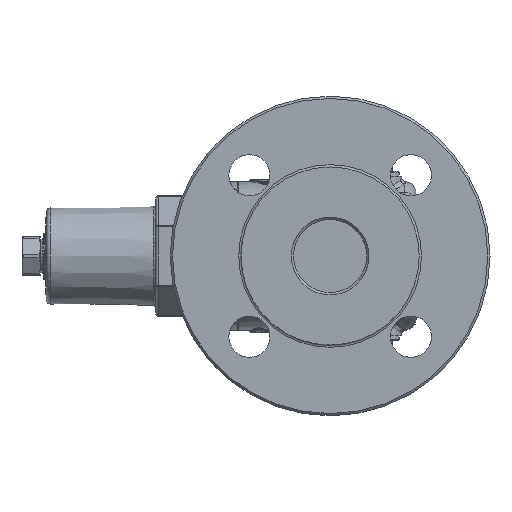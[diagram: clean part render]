
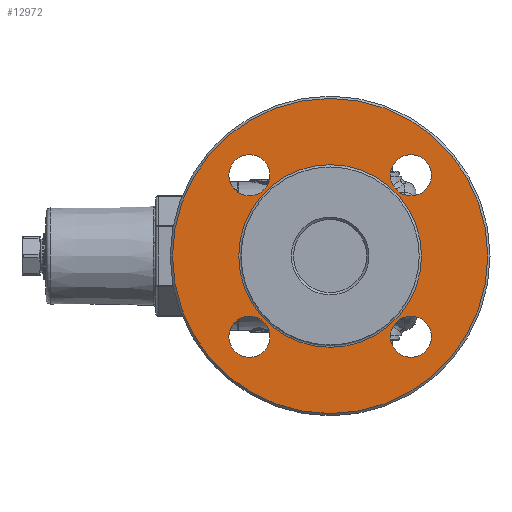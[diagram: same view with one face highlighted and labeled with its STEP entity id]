
A CAD part, left-side view. The second image highlights one B-rep face of the part: STEP entity #12972.
In plain terms, the highlighted planar face has unit normal (-1, 0, 0).
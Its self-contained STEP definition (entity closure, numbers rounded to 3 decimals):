
#2615=FACE_BOUND($,#3983,.T.);
#2616=FACE_BOUND($,#3984,.T.);
#2617=FACE_BOUND($,#3985,.T.);
#2618=FACE_BOUND($,#3986,.T.);
#2619=FACE_BOUND($,#3987,.T.);
#2620=FACE_BOUND($,#3988,.T.);
#2709=CIRCLE($,#13775,9.);
#2711=CIRCLE($,#13778,9.);
#2713=CIRCLE($,#13781,9.);
#2715=CIRCLE($,#13784,9.);
#2730=CIRCLE($,#13814,40.);
#2731=CIRCLE($,#13815,69.);
#3983=EDGE_LOOP($,(#8900));
#3984=EDGE_LOOP($,(#8901));
#3985=EDGE_LOOP($,(#8902));
#3986=EDGE_LOOP($,(#8903));
#3987=EDGE_LOOP($,(#8904));
#3988=EDGE_LOOP($,(#8905));
#5595=VERTEX_POINT($,#16862);
#5597=VERTEX_POINT($,#16867);
#5599=VERTEX_POINT($,#16872);
#5601=VERTEX_POINT($,#16877);
#5616=VERTEX_POINT($,#16922);
#5617=VERTEX_POINT($,#16924);
#6865=EDGE_CURVE($,#5595,#5595,#2709,.T.);
#6867=EDGE_CURVE($,#5597,#5597,#2711,.T.);
#6869=EDGE_CURVE($,#5599,#5599,#2713,.T.);
#6871=EDGE_CURVE($,#5601,#5601,#2715,.T.);
#6886=EDGE_CURVE($,#5616,#5616,#2730,.T.);
#6887=EDGE_CURVE($,#5617,#5617,#2731,.T.);
#8900=ORIENTED_EDGE($,*,*,#6865,.T.);
#8901=ORIENTED_EDGE($,*,*,#6867,.T.);
#8902=ORIENTED_EDGE($,*,*,#6869,.T.);
#8903=ORIENTED_EDGE($,*,*,#6871,.T.);
#8904=ORIENTED_EDGE($,*,*,#6886,.F.);
#8905=ORIENTED_EDGE($,*,*,#6887,.F.);
#12770=PLANE($,#13813);
#12972=ADVANCED_FACE($,(#2615,#2616,#2617,#2618,#2619,#2620),#12770,.T.);
#13775=AXIS2_PLACEMENT_3D($,#16863,#14717,#14718);
#13778=AXIS2_PLACEMENT_3D($,#16868,#14723,#14724);
#13781=AXIS2_PLACEMENT_3D($,#16873,#14729,#14730);
#13784=AXIS2_PLACEMENT_3D($,#16878,#14735,#14736);
#13813=AXIS2_PLACEMENT_3D($,#16921,#14793,#14794);
#13814=AXIS2_PLACEMENT_3D($,#16923,#14795,#14796);
#13815=AXIS2_PLACEMENT_3D($,#16925,#14797,#14798);
#14717=DIRECTION('center_axis',(1.,0.,0.));
#14718=DIRECTION('ref_axis',(0.,0.,-1.));
#14723=DIRECTION('center_axis',(1.,0.,0.));
#14724=DIRECTION('ref_axis',(0.,0.,-1.));
#14729=DIRECTION('center_axis',(1.,0.,0.));
#14730=DIRECTION('ref_axis',(0.,0.,-1.));
#14735=DIRECTION('center_axis',(1.,0.,0.));
#14736=DIRECTION('ref_axis',(0.,0.,-1.));
#14793=DIRECTION('center_axis',(-1.,0.,0.));
#14794=DIRECTION('ref_axis',(0.,0.,-1.));
#14795=DIRECTION('center_axis',(-1.,0.,0.));
#14796=DIRECTION('ref_axis',(0.,0.,
-1.));
#14797=DIRECTION('center_axis',(1.,0.,0.));
#14798=DIRECTION('ref_axis',(0.,0.,
-1.));
#16862=CARTESIAN_POINT('',(-275.589,3.393,40.701));
#16863=CARTESIAN_POINT('Origin',(-275.589,3.393,31.701));
#16867=CARTESIAN_POINT('',(-275.589,74.104,111.412));
#16868=CARTESIAN_POINT('Origin',(-275.589,74.104,102.412));
#16872=CARTESIAN_POINT('',(-275.589,3.393,111.412));
#16873=CARTESIAN_POINT('Origin',(-275.589,3.393,102.412));
#16877=CARTESIAN_POINT('',(-275.589,74.104,40.701));
#16878=CARTESIAN_POINT('Origin',(-275.589,74.104,31.701));
#16921=CARTESIAN_POINT('Origin',(-275.589,38.749,67.056));
#16922=CARTESIAN_POINT('',(-275.589,38.749,107.056));
#16923=CARTESIAN_POINT('Origin',(-275.589,38.749,67.056));
#16924=CARTESIAN_POINT('',(-275.589,38.749,136.056));
#16925=CARTESIAN_POINT('Origin',(-275.589,38.749,67.056));
